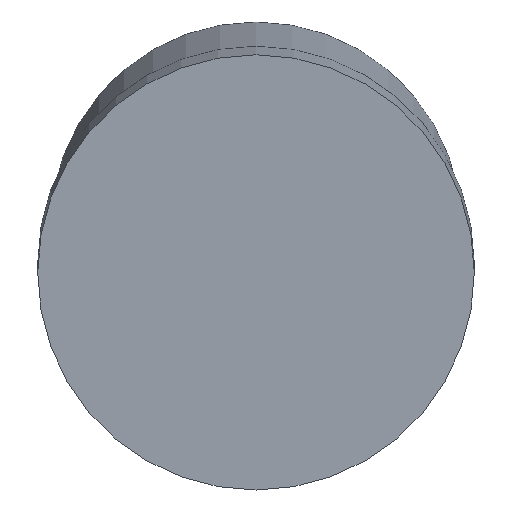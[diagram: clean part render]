
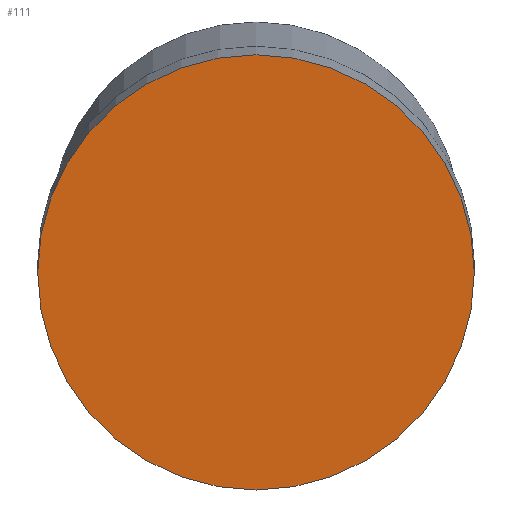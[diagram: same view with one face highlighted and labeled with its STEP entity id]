
A CAD part, front view. The second image highlights one B-rep face of the part: STEP entity #111.
In plain terms, the highlighted face is planar.
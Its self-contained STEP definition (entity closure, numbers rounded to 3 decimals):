
#46=PLANE('',#143);
#52=FACE_OUTER_BOUND('',#58,.T.);
#58=EDGE_LOOP('',(#103));
#71=CIRCLE('',#142,2.925);
#76=VERTEX_POINT('',#231);
#85=EDGE_CURVE('',#76,#76,#71,.F.);
#103=ORIENTED_EDGE('',*,*,#85,.T.);
#111=ADVANCED_FACE('',(#52),#46,.T.);
#142=AXIS2_PLACEMENT_3D('',#233,#189,#190);
#143=AXIS2_PLACEMENT_3D('',#234,#191,#192);
#189=DIRECTION('center_axis',(0.,1.,0.));
#190=DIRECTION('ref_axis',(1.,0.,0.));
#191=DIRECTION('center_axis',(0.,-1.,0.));
#192=DIRECTION('ref_axis',(1.,0.,0.));
#231=CARTESIAN_POINT('',(-2.925,0.,0.));
#233=CARTESIAN_POINT('Origin',(0.,0.,0.));
#234=CARTESIAN_POINT('Origin',(0.,0.,0.));
